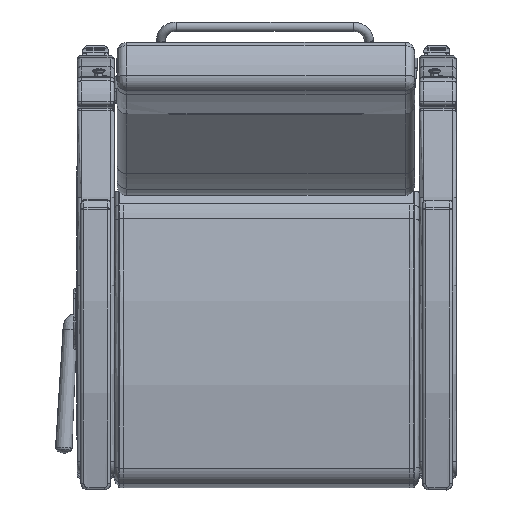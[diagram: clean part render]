
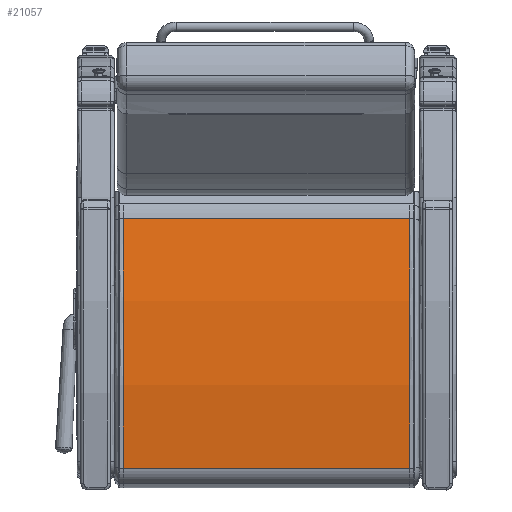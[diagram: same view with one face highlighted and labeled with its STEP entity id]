
A CAD part, front view. The second image highlights one B-rep face of the part: STEP entity #21057.
In plain terms, the highlighted free-form (B-spline) face has degree [1, 2] with [2, 3] control points.
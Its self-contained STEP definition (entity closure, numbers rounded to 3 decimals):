
#782=(
BOUNDED_SURFACE()
B_SPLINE_SURFACE(1,2,((#32627,#32628,#32629),(#32630,#32631,#32632)),
 .UNSPECIFIED.,.F.,.F.,.F.)
B_SPLINE_SURFACE_WITH_KNOTS((2,2),(3,3),(-0.193,0.193),
(1.362,1.699),.UNSPECIFIED.)
GEOMETRIC_REPRESENTATION_ITEM()
RATIONAL_B_SPLINE_SURFACE(((1.,0.986,1.),(1.,0.986,
1.)))
REPRESENTATION_ITEM('')
SURFACE()
);
#836=ELLIPSE('',#22671,60.054,60.);
#848=ELLIPSE('',#22713,60.054,60.);
#2427=FACE_OUTER_BOUND('',#3666,.T.);
#3666=EDGE_LOOP('',(#15002,#15003,#15004,#15005));
#5078=LINE('',#32626,#6561);
#5079=LINE('',#32633,#6562);
#6561=VECTOR('',#25504,0.394);
#6562=VECTOR('',#25505,0.394);
#9163=VERTEX_POINT('',#31799);
#9164=VERTEX_POINT('',#31822);
#9204=VERTEX_POINT('',#32039);
#9205=VERTEX_POINT('',#32062);
#11436=EDGE_CURVE('',#9164,#9163,#836,.T.);
#11495=EDGE_CURVE('',#9205,#9204,#848,.T.);
#11575=EDGE_CURVE('',#9163,#9205,#5078,.T.);
#11576=EDGE_CURVE('',#9164,#9204,#5079,.T.);
#15002=ORIENTED_EDGE('',*,*,#11436,.F.);
#15003=ORIENTED_EDGE('',*,*,#11576,.T.);
#15004=ORIENTED_EDGE('',*,*,#11495,.F.);
#15005=ORIENTED_EDGE('',*,*,#11575,.F.);
#21057=ADVANCED_FACE('',(#2427),#782,.F.);
#22671=AXIS2_PLACEMENT_3D('',#31824,#25257,#25258);
#22713=AXIS2_PLACEMENT_3D('',#32064,#25366,#25367);
#25257=DIRECTION('center_axis',(0.,0.,-1.));
#25258=DIRECTION('ref_axis',(1.,0.,0.));
#25366=DIRECTION('center_axis',(0.,0.,1.));
#25367=DIRECTION('ref_axis',(1.,0.,0.));
#25504=DIRECTION('',(0.,0.,1.));
#25505=DIRECTION('',(0.,0.,1.));
#31799=CARTESIAN_POINT('',(10.111,0.445,-11.563));
#31822=CARTESIAN_POINT('',(-10.045,1.256,-11.563));
#31824=CARTESIAN_POINT('Origin',(-2.35,-58.249,-11.563));
#32039=CARTESIAN_POINT('',(-10.045,1.256,11.563));
#32062=CARTESIAN_POINT('',(10.111,0.445,11.563));
#32064=CARTESIAN_POINT('Origin',(-2.35,-58.249,11.563));
#32626=CARTESIAN_POINT('',(10.111,0.445,0.));
#32627=CARTESIAN_POINT('Ctrl Pts',(10.111,0.445,-11.563));
#32628=CARTESIAN_POINT('Ctrl Pts',(0.103,2.566,-11.563));
#32629=CARTESIAN_POINT('Ctrl Pts',(-10.045,1.256,-11.563));
#32630=CARTESIAN_POINT('Ctrl Pts',(10.111,0.445,11.563));
#32631=CARTESIAN_POINT('Ctrl Pts',(0.103,2.566,11.563));
#32632=CARTESIAN_POINT('Ctrl Pts',(-10.045,1.256,11.563));
#32633=CARTESIAN_POINT('',(-10.045,1.256,0.));
